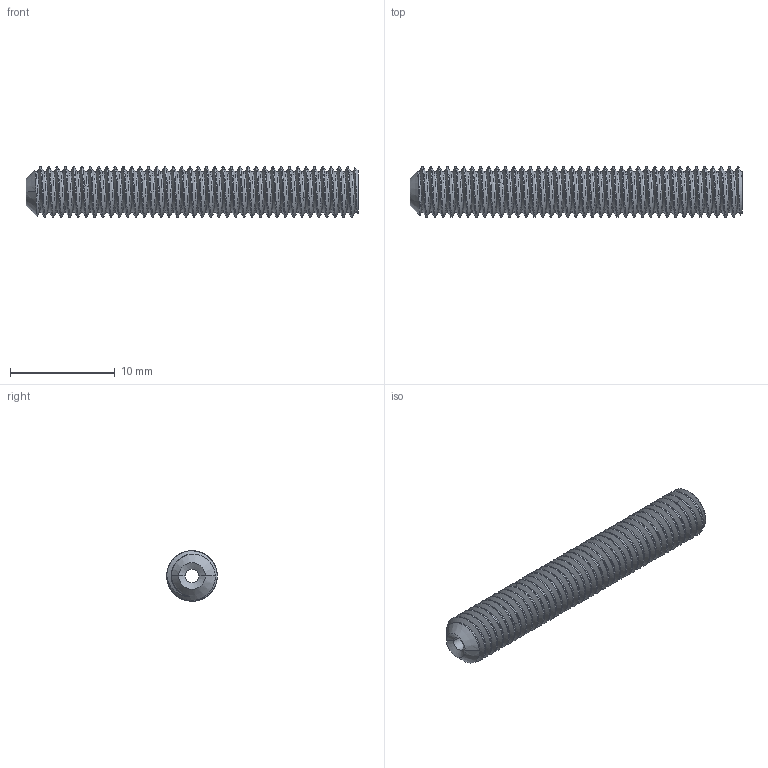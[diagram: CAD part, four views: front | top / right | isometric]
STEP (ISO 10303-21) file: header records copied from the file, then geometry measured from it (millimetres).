
FILE_DESCRIPTION((''),'2;1');
FILE_NAME('001_SET_SCREW_INCH_ASM','2023-11-21T',('SYSTEM'),(''),'PRO/ENGINEER BY PARAMETRIC TECHNOLOGY CORPORATION, 2016360','PRO/ENGINEER BY PARAMETRIC TECHNOLOGY CORPORATION, 2016360','');
FILE_SCHEMA(('AUTOMOTIVE_DESIGN { 1 0 10303 214 1 1 1 1 }'));
Length unit declared in the file: inch
Products named in the file (2): T-K190_AF0; 001_SET_SCREW_INCH_ASM
Assembly tree (1 placements, depth 2):
  001_SET_SCREW_INCH_ASM
    T-K190_AF0
Bounding box: 31.75 x 4.83 x 4.83 mm (x, y, z)
Volume: 410.7 mm3; surface area: 875.3 mm2
Topology: 1 solids, 1 shells, 124 faces, 342 edges, 220 vertices
Faces by surface type: cylinder 78, bspline 33, plane 8, cone 5
Entity records: 13889 total; most frequent: CARTESIAN_POINT 11043, ORIENTED_EDGE 684, EDGE_CURVE 342, DIRECTION 323, VERTEX_POINT 220, B_SPLINE_CURVE_WITH_KNOTS 215, EDGE_LOOP 126, FACE_OUTER_BOUND 124
